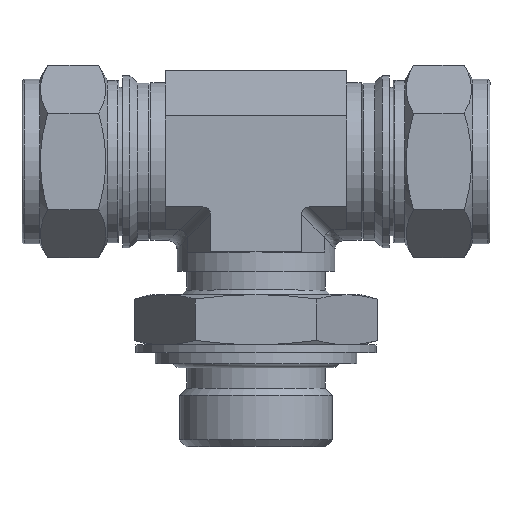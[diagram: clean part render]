
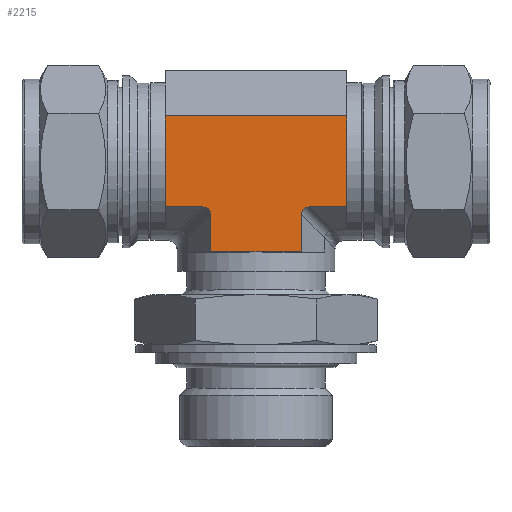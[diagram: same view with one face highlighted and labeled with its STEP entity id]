
A CAD part, top view. The second image highlights one B-rep face of the part: STEP entity #2215.
In plain terms, the highlighted planar face has unit normal (0, 0, 1).
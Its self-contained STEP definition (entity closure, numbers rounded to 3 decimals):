
#20=ELLIPSE('',#2442,1.936,1.5);
#30=ELLIPSE('',#2467,1.936,1.5);
#345=FACE_OUTER_BOUND('',#497,.T.);
#497=EDGE_LOOP('',(#1799,#1800,#1801,#1802,#1803,#1804,#1805,#1806,#1807,
#1808,#1809,#1810,#1811));
#634=LINE('',#3743,#767);
#641=LINE('',#3797,#774);
#647=LINE('',#3877,#780);
#648=LINE('',#3879,#781);
#650=LINE('',#3884,#783);
#651=LINE('',#3886,#784);
#652=LINE('',#3888,#785);
#653=LINE('',#3890,#786);
#654=LINE('',#3892,#787);
#655=LINE('',#3894,#788);
#656=LINE('',#3895,#789);
#767=VECTOR('',#2977,10.);
#774=VECTOR('',#3002,10.);
#780=VECTOR('',#3020,10.);
#781=VECTOR('',#3023,10.);
#783=VECTOR('',#3029,10.);
#784=VECTOR('',#3030,10.);
#785=VECTOR('',#3031,10.);
#786=VECTOR('',#3032,10.);
#787=VECTOR('',#3033,10.);
#788=VECTOR('',#3034,10.);
#789=VECTOR('',#3035,10.);
#981=VERTEX_POINT('',#3663);
#982=VERTEX_POINT('',#3664);
#998=VERTEX_POINT('',#3734);
#1001=VERTEX_POINT('',#3742);
#1007=VERTEX_POINT('',#3789);
#1008=VERTEX_POINT('',#3791);
#1009=VERTEX_POINT('',#3795);
#1016=VERTEX_POINT('',#3883);
#1017=VERTEX_POINT('',#3885);
#1018=VERTEX_POINT('',#3887);
#1019=VERTEX_POINT('',#3889);
#1020=VERTEX_POINT('',#3891);
#1021=VERTEX_POINT('',#3893);
#1240=EDGE_CURVE('',#981,#982,#20,.T.);
#1265=EDGE_CURVE('',#1001,#982,#634,.T.);
#1275=EDGE_CURVE('',#1007,#1008,#30,.T.);
#1278=EDGE_CURVE('',#1009,#1007,#641,.T.);
#1289=EDGE_CURVE('',#1009,#998,#647,.T.);
#1290=EDGE_CURVE('',#998,#1001,#648,.T.);
#1292=EDGE_CURVE('',#981,#1016,#650,.T.);
#1293=EDGE_CURVE('',#1017,#1016,#651,.T.);
#1294=EDGE_CURVE('',#1018,#1017,#652,.T.);
#1295=EDGE_CURVE('',#1019,#1018,#653,.T.);
#1296=EDGE_CURVE('',#1019,#1020,#654,.T.);
#1297=EDGE_CURVE('',#1020,#1021,#655,.T.);
#1298=EDGE_CURVE('',#1021,#1008,#656,.T.);
#1799=ORIENTED_EDGE('',*,*,#1292,.T.);
#1800=ORIENTED_EDGE('',*,*,#1293,.F.);
#1801=ORIENTED_EDGE('',*,*,#1294,.F.);
#1802=ORIENTED_EDGE('',*,*,#1295,.F.);
#1803=ORIENTED_EDGE('',*,*,#1296,.T.);
#1804=ORIENTED_EDGE('',*,*,#1297,.T.);
#1805=ORIENTED_EDGE('',*,*,#1298,.T.);
#1806=ORIENTED_EDGE('',*,*,#1275,.F.);
#1807=ORIENTED_EDGE('',*,*,#1278,.F.);
#1808=ORIENTED_EDGE('',*,*,#1289,.T.);
#1809=ORIENTED_EDGE('',*,*,#1290,.T.);
#1810=ORIENTED_EDGE('',*,*,#1265,.T.);
#1811=ORIENTED_EDGE('',*,*,#1240,.F.);
#2099=PLANE('',#2477);
#2215=ADVANCED_FACE('',(#345),#2099,.T.);
#2442=AXIS2_PLACEMENT_3D('',#3665,#2930,#2931);
#2467=AXIS2_PLACEMENT_3D('',#3792,#2996,#2997);
#2477=AXIS2_PLACEMENT_3D('',#3882,#3027,#3028);
#2930=DIRECTION('center_axis',(0.,0.,1.));
#2931=DIRECTION('ref_axis',(-0.707,0.707,0.));
#2977=DIRECTION('',(0.,1.,0.));
#2996=DIRECTION('center_axis',(0.,0.,1.));
#2997=DIRECTION('ref_axis',(0.707,0.707,0.));
#3002=DIRECTION('',(0.,1.,0.));
#3020=DIRECTION('',(1.,0.,0.));
#3023=DIRECTION('',(1.,0.,0.));
#3027=DIRECTION('center_axis',(0.,0.,1.));
#3028=DIRECTION('ref_axis',(0.,-1.,0.));
#3029=DIRECTION('',(1.,0.,0.));
#3030=DIRECTION('',(0.,-1.,0.));
#3031=DIRECTION('',(0.,-1.,0.));
#3032=DIRECTION('',(1.,0.,0.));
#3033=DIRECTION('',(0.,-1.,0.));
#3034=DIRECTION('',(0.,-1.,0.));
#3035=DIRECTION('',(1.,0.,0.));
#3663=CARTESIAN_POINT('',(9.093,-7.794,13.5));
#3664=CARTESIAN_POINT('',(7.794,-9.093,13.5));
#3665=CARTESIAN_POINT('Origin',(9.526,-9.526,13.5));
#3734=CARTESIAN_POINT('',(0.,-15.5,13.5));
#3742=CARTESIAN_POINT('',(7.794,-15.5,13.5));
#3743=CARTESIAN_POINT('',(7.794,-15.5,13.5));
#3789=CARTESIAN_POINT('',(-7.794,-9.093,13.5));
#3791=CARTESIAN_POINT('',(-9.093,-7.794,13.5));
#3792=CARTESIAN_POINT('Origin',(-9.526,-9.526,13.5));
#3795=CARTESIAN_POINT('',(-7.794,-15.5,13.5));
#3797=CARTESIAN_POINT('',(-7.794,-15.5,13.5));
#3877=CARTESIAN_POINT('',(-7.794,-15.5,13.5));
#3879=CARTESIAN_POINT('',(-7.794,-15.5,13.5));
#3882=CARTESIAN_POINT('Origin',(-15.5,7.794,13.5));
#3883=CARTESIAN_POINT('',(15.5,-7.794,13.5));
#3884=CARTESIAN_POINT('',(-15.5,-7.794,13.5));
#3885=CARTESIAN_POINT('',(15.5,0.,13.5));
#3886=CARTESIAN_POINT('',(15.5,4.419,13.5));
#3887=CARTESIAN_POINT('',(15.5,7.794,13.5));
#3888=CARTESIAN_POINT('',(15.5,4.419,13.5));
#3889=CARTESIAN_POINT('',(-15.5,7.794,13.5));
#3890=CARTESIAN_POINT('',(-15.5,7.794,13.5));
#3891=CARTESIAN_POINT('',(-15.5,0.,13.5));
#3892=CARTESIAN_POINT('',(-15.5,7.794,13.5));
#3893=CARTESIAN_POINT('',(-15.5,-7.794,13.5));
#3894=CARTESIAN_POINT('',(-15.5,7.794,13.5));
#3895=CARTESIAN_POINT('',(-15.5,-7.794,13.5));
